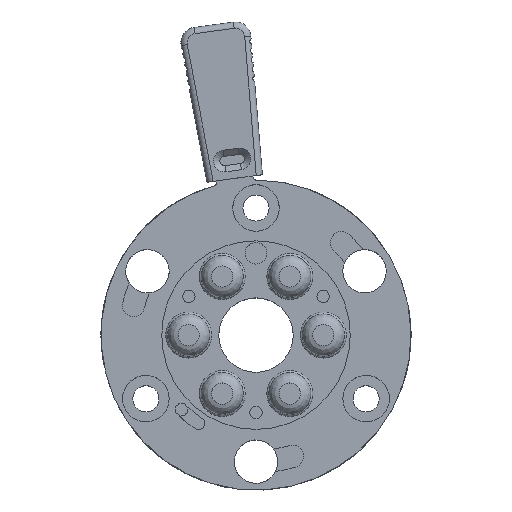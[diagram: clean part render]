
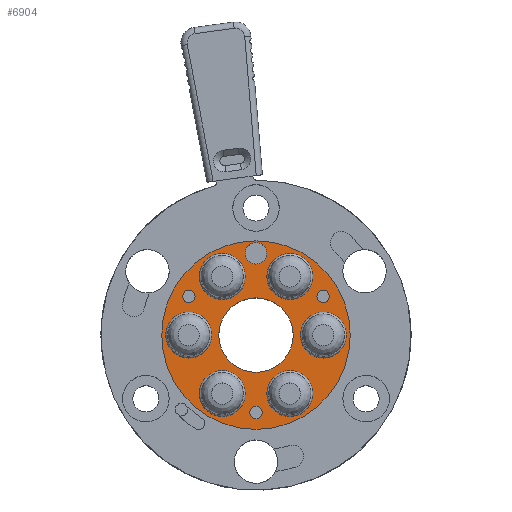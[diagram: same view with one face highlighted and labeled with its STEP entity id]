
A CAD part, top view. The second image highlights one B-rep face of the part: STEP entity #6904.
In plain terms, the highlighted planar face has unit normal (0, 0, 1).
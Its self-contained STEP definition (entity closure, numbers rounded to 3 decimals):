
#412=FACE_BOUND('',#1289,.T.);
#413=FACE_BOUND('',#1290,.T.);
#414=FACE_BOUND('',#1291,.T.);
#415=FACE_BOUND('',#1292,.T.);
#416=FACE_BOUND('',#1293,.T.);
#417=FACE_BOUND('',#1294,.T.);
#418=FACE_BOUND('',#1295,.T.);
#419=FACE_BOUND('',#1296,.T.);
#420=FACE_BOUND('',#1297,.T.);
#421=FACE_BOUND('',#1298,.T.);
#422=FACE_BOUND('',#1299,.T.);
#535=PLANE('',#7529);
#846=FACE_OUTER_BOUND('',#1288,.T.);
#1288=EDGE_LOOP('',(#5848));
#1289=EDGE_LOOP('',(#5849,#5850));
#1290=EDGE_LOOP('',(#5851,#5852));
#1291=EDGE_LOOP('',(#5853,#5854));
#1292=EDGE_LOOP('',(#5855,#5856));
#1293=EDGE_LOOP('',(#5857,#5858));
#1294=EDGE_LOOP('',(#5859));
#1295=EDGE_LOOP('',(#5860));
#1296=EDGE_LOOP('',(#5861,#5862));
#1297=EDGE_LOOP('',(#5863,#5864));
#1298=EDGE_LOOP('',(#5865,#5866));
#1299=EDGE_LOOP('',(#5867,#5868));
#2510=CIRCLE('',#7443,6.);
#2525=CIRCLE('',#7498,1.);
#2526=CIRCLE('',#7499,1.);
#2529=CIRCLE('',#7503,1.);
#2530=CIRCLE('',#7504,1.);
#2533=CIRCLE('',#7508,1.);
#2534=CIRCLE('',#7509,1.);
#2546=CIRCLE('',#7524,3.4);
#2547=CIRCLE('',#7525,3.4);
#2549=CIRCLE('',#7530,15.2);
#2550=CIRCLE('',#7531,3.4);
#2551=CIRCLE('',#7532,3.4);
#2552=CIRCLE('',#7533,3.4);
#2553=CIRCLE('',#7534,3.4);
#2554=CIRCLE('',#7535,3.4);
#2555=CIRCLE('',#7536,3.4);
#2556=CIRCLE('',#7537,3.4);
#2557=CIRCLE('',#7538,3.4);
#2558=CIRCLE('',#7539,3.4);
#2559=CIRCLE('',#7540,3.4);
#2560=CIRCLE('',#7541,1.75);
#3149=VERTEX_POINT('',#24048);
#3164=VERTEX_POINT('',#29689);
#3165=VERTEX_POINT('',#29691);
#3168=VERTEX_POINT('',#29699);
#3169=VERTEX_POINT('',#29701);
#3172=VERTEX_POINT('',#29709);
#3173=VERTEX_POINT('',#29711);
#3184=VERTEX_POINT('',#29766);
#3185=VERTEX_POINT('',#29768);
#3186=VERTEX_POINT('',#29775);
#3187=VERTEX_POINT('',#29777);
#3188=VERTEX_POINT('',#29778);
#3189=VERTEX_POINT('',#29781);
#3190=VERTEX_POINT('',#29782);
#3191=VERTEX_POINT('',#29785);
#3192=VERTEX_POINT('',#29786);
#3193=VERTEX_POINT('',#29789);
#3194=VERTEX_POINT('',#29790);
#3195=VERTEX_POINT('',#29793);
#3196=VERTEX_POINT('',#29794);
#3197=VERTEX_POINT('',#29797);
#4026=EDGE_CURVE('',#3149,#3149,#2510,.T.);
#4099=EDGE_CURVE('',#3164,#3165,#2525,.T.);
#4100=EDGE_CURVE('',#3165,#3164,#2526,.T.);
#4104=EDGE_CURVE('',#3168,#3169,#2529,.T.);
#4105=EDGE_CURVE('',#3169,#3168,#2530,.T.);
#4109=EDGE_CURVE('',#3172,#3173,#2533,.T.);
#4110=EDGE_CURVE('',#3173,#3172,#2534,.T.);
#4124=EDGE_CURVE('',#3184,#3185,#2546,.T.);
#4125=EDGE_CURVE('',#3185,#3184,#2547,.T.);
#4127=EDGE_CURVE('',#3186,#3186,#2549,.T.);
#4128=EDGE_CURVE('',#3187,#3188,#2550,.T.);
#4129=EDGE_CURVE('',#3188,#3187,#2551,.T.);
#4130=EDGE_CURVE('',#3189,#3190,#2552,.T.);
#4131=EDGE_CURVE('',#3190,#3189,#2553,.T.);
#4132=EDGE_CURVE('',#3191,#3192,#2554,.T.);
#4133=EDGE_CURVE('',#3192,#3191,#2555,.T.);
#4134=EDGE_CURVE('',#3193,#3194,#2556,.T.);
#4135=EDGE_CURVE('',#3194,#3193,#2557,.T.);
#4136=EDGE_CURVE('',#3195,#3196,#2558,.T.);
#4137=EDGE_CURVE('',#3196,#3195,#2559,.T.);
#4138=EDGE_CURVE('',#3197,#3197,#2560,.T.);
#5848=ORIENTED_EDGE('',*,*,#4127,.T.);
#5849=ORIENTED_EDGE('',*,*,#4128,.F.);
#5850=ORIENTED_EDGE('',*,*,#4129,.F.);
#5851=ORIENTED_EDGE('',*,*,#4130,.F.);
#5852=ORIENTED_EDGE('',*,*,#4131,.F.);
#5853=ORIENTED_EDGE('',*,*,#4132,.F.);
#5854=ORIENTED_EDGE('',*,*,#4133,.F.);
#5855=ORIENTED_EDGE('',*,*,#4134,.F.);
#5856=ORIENTED_EDGE('',*,*,#4135,.F.);
#5857=ORIENTED_EDGE('',*,*,#4136,.F.);
#5858=ORIENTED_EDGE('',*,*,#4137,.F.);
#5859=ORIENTED_EDGE('',*,*,#4138,.F.);
#5860=ORIENTED_EDGE('',*,*,#4026,.F.);
#5861=ORIENTED_EDGE('',*,*,#4110,.F.);
#5862=ORIENTED_EDGE('',*,*,#4109,.F.);
#5863=ORIENTED_EDGE('',*,*,#4105,.F.);
#5864=ORIENTED_EDGE('',*,*,#4104,.F.);
#5865=ORIENTED_EDGE('',*,*,#4100,.F.);
#5866=ORIENTED_EDGE('',*,*,#4099,.F.);
#5867=ORIENTED_EDGE('',*,*,#4125,.F.);
#5868=ORIENTED_EDGE('',*,*,#4124,.F.);
#6904=ADVANCED_FACE('',(#846,#412,#413,#414,#415,#416,#417,#418,#419,#420,
#421,#422),#535,.T.);
#7443=AXIS2_PLACEMENT_3D('',#24050,#8799,#8800);
#7498=AXIS2_PLACEMENT_3D('',#29692,#8966,#8967);
#7499=AXIS2_PLACEMENT_3D('',#29693,#8968,#8969);
#7503=AXIS2_PLACEMENT_3D('',#29702,#8977,#8978);
#7504=AXIS2_PLACEMENT_3D('',#29703,#8979,#8980);
#7508=AXIS2_PLACEMENT_3D('',#29712,#8988,#8989);
#7509=AXIS2_PLACEMENT_3D('',#29713,#8990,#8991);
#7524=AXIS2_PLACEMENT_3D('',#29769,#9022,#9023);
#7525=AXIS2_PLACEMENT_3D('',#29770,#9024,#9025);
#7529=AXIS2_PLACEMENT_3D('',#29774,#9032,#9033);
#7530=AXIS2_PLACEMENT_3D('',#29776,#9034,#9035);
#7531=AXIS2_PLACEMENT_3D('',#29779,#9036,#9037);
#7532=AXIS2_PLACEMENT_3D('',#29780,#9038,#9039);
#7533=AXIS2_PLACEMENT_3D('',#29783,#9040,#9041);
#7534=AXIS2_PLACEMENT_3D('',#29784,#9042,#9043);
#7535=AXIS2_PLACEMENT_3D('',#29787,#9044,#9045);
#7536=AXIS2_PLACEMENT_3D('',#29788,#9046,#9047);
#7537=AXIS2_PLACEMENT_3D('',#29791,#9048,#9049);
#7538=AXIS2_PLACEMENT_3D('',#29792,#9050,#9051);
#7539=AXIS2_PLACEMENT_3D('',#29795,#9052,#9053);
#7540=AXIS2_PLACEMENT_3D('',#29796,#9054,#9055);
#7541=AXIS2_PLACEMENT_3D('',#29798,#9056,#9057);
#8799=DIRECTION('center_axis',(0.,0.,1.));
#8800=DIRECTION('ref_axis',(1.,0.,0.));
#8966=DIRECTION('center_axis',(0.,0.,1.));
#8967=DIRECTION('ref_axis',(1.,0.,0.));
#8968=DIRECTION('center_axis',(0.,0.,1.));
#8969=DIRECTION('ref_axis',(1.,0.,0.));
#8977=DIRECTION('center_axis',(0.,0.,1.));
#8978=DIRECTION('ref_axis',(1.,0.,0.));
#8979=DIRECTION('center_axis',(0.,0.,1.));
#8980=DIRECTION('ref_axis',(1.,0.,0.));
#8988=DIRECTION('center_axis',(0.,0.,1.));
#8989=DIRECTION('ref_axis',(1.,0.,0.));
#8990=DIRECTION('center_axis',(0.,0.,1.));
#8991=DIRECTION('ref_axis',(1.,0.,0.));
#9022=DIRECTION('center_axis',(0.,0.,1.));
#9023=DIRECTION('ref_axis',(0.,1.,0.));
#9024=DIRECTION('center_axis',(0.,0.,1.));
#9025=DIRECTION('ref_axis',(0.,1.,0.));
#9032=DIRECTION('center_axis',(0.,0.,1.));
#9033=DIRECTION('ref_axis',(1.,0.,0.));
#9034=DIRECTION('center_axis',(0.,0.,1.));
#9035=DIRECTION('ref_axis',(1.,0.,0.));
#9036=DIRECTION('center_axis',(0.,0.,1.));
#9037=DIRECTION('ref_axis',(0.,1.,0.));
#9038=DIRECTION('center_axis',(0.,0.,1.));
#9039=DIRECTION('ref_axis',(0.,1.,0.));
#9040=DIRECTION('center_axis',(0.,0.,1.));
#9041=DIRECTION('ref_axis',(0.,1.,0.));
#9042=DIRECTION('center_axis',(0.,0.,1.));
#9043=DIRECTION('ref_axis',(0.,1.,0.));
#9044=DIRECTION('center_axis',(0.,0.,1.));
#9045=DIRECTION('ref_axis',(0.,1.,0.));
#9046=DIRECTION('center_axis',(0.,0.,1.));
#9047=DIRECTION('ref_axis',(0.,1.,0.));
#9048=DIRECTION('center_axis',(0.,0.,1.));
#9049=DIRECTION('ref_axis',(0.,1.,0.));
#9050=DIRECTION('center_axis',(0.,0.,1.));
#9051=DIRECTION('ref_axis',(0.,1.,0.));
#9052=DIRECTION('center_axis',(0.,0.,1.));
#9053=DIRECTION('ref_axis',(0.,1.,0.));
#9054=DIRECTION('center_axis',(0.,0.,1.));
#9055=DIRECTION('ref_axis',(0.,1.,0.));
#9056=DIRECTION('center_axis',(0.,0.,1.));
#9057=DIRECTION('ref_axis',(1.,0.,0.));
#24048=CARTESIAN_POINT('',(-65.684,-2.602,38.018));
#24050=CARTESIAN_POINT('Origin',(-59.684,-2.602,38.018));
#29689=CARTESIAN_POINT('',(-71.509,3.648,38.018));
#29691=CARTESIAN_POINT('',(-69.509,3.648,38.018));
#29692=CARTESIAN_POINT('Origin',(-70.509,3.648,38.018));
#29693=CARTESIAN_POINT('Origin',(-70.509,3.648,38.018));
#29699=CARTESIAN_POINT('',(-49.858,3.648,38.018));
#29701=CARTESIAN_POINT('',(-47.858,3.648,38.018));
#29702=CARTESIAN_POINT('Origin',(-48.858,3.648,38.018));
#29703=CARTESIAN_POINT('Origin',(-48.858,3.648,38.018));
#29709=CARTESIAN_POINT('',(-60.684,-15.102,38.018));
#29711=CARTESIAN_POINT('',(-58.684,-15.102,38.018));
#29712=CARTESIAN_POINT('Origin',(-59.684,-15.102,38.018));
#29713=CARTESIAN_POINT('Origin',(-59.684,-15.102,38.018));
#29766=CARTESIAN_POINT('',(-54.234,10.238,38.018));
#29768=CARTESIAN_POINT('',(-54.234,3.438,38.018));
#29769=CARTESIAN_POINT('Origin',(-54.234,6.838,38.018));
#29770=CARTESIAN_POINT('Origin',(-54.234,6.838,38.018));
#29774=CARTESIAN_POINT('Origin',(-59.684,-2.602,38.018));
#29775=CARTESIAN_POINT('',(-44.484,-2.602,38.018));
#29776=CARTESIAN_POINT('Origin',(-59.684,-2.602,38.018));
#29777=CARTESIAN_POINT('',(-65.134,-15.442,38.018));
#29778=CARTESIAN_POINT('',(-65.134,-8.642,38.018));
#29779=CARTESIAN_POINT('Origin',(-65.134,-12.042,38.018));
#29780=CARTESIAN_POINT('Origin',(-65.134,-12.042,38.018));
#29781=CARTESIAN_POINT('',(-48.824,-6.002,38.018));
#29782=CARTESIAN_POINT('',(-48.824,0.798,38.018));
#29783=CARTESIAN_POINT('Origin',(-48.824,-2.602,38.018));
#29784=CARTESIAN_POINT('Origin',(-48.824,-2.602,38.018));
#29785=CARTESIAN_POINT('',(-54.234,-15.442,38.018));
#29786=CARTESIAN_POINT('',(-54.234,-8.642,38.018));
#29787=CARTESIAN_POINT('Origin',(-54.234,-12.042,38.018));
#29788=CARTESIAN_POINT('Origin',(-54.234,-12.042,38.018));
#29789=CARTESIAN_POINT('',(-65.134,3.438,38.018));
#29790=CARTESIAN_POINT('',(-65.134,10.238,38.018));
#29791=CARTESIAN_POINT('Origin',(-65.134,6.838,38.018));
#29792=CARTESIAN_POINT('Origin',(-65.134,6.838,38.018));
#29793=CARTESIAN_POINT('',(-70.544,-6.002,38.018));
#29794=CARTESIAN_POINT('',(-70.544,0.798,38.018));
#29795=CARTESIAN_POINT('Origin',(-70.544,-2.602,38.018));
#29796=CARTESIAN_POINT('Origin',(-70.544,-2.602,38.018));
#29797=CARTESIAN_POINT('',(-61.434,10.598,38.018));
#29798=CARTESIAN_POINT('Origin',(-59.684,10.598,38.018));
